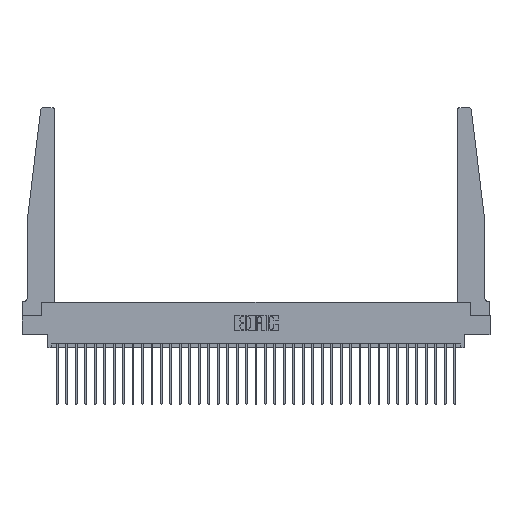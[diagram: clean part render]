
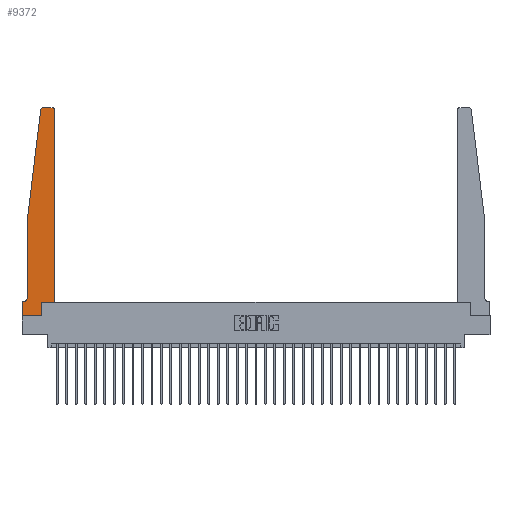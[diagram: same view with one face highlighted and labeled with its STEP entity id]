
A CAD part, top view. The second image highlights one B-rep face of the part: STEP entity #9372.
In plain terms, the highlighted planar face has unit normal (0, 0, 1).
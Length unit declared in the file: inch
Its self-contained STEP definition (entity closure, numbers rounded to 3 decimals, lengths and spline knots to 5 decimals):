
#379 = LINE ( 'NONE', #28461, #19840 ) ;
#385 = VECTOR ( 'NONE', #12474, 39.37008 ) ;
#914 = DIRECTION ( 'NONE',  ( -1., 0., 0. ) ) ;
#956 = VERTEX_POINT ( 'NONE', #23349 ) ;
#1240 = DIRECTION ( 'NONE',  ( -1., 0., 0. ) ) ;
#1627 = ORIENTED_EDGE ( 'NONE', *, *, #31664, .T. ) ;
#2729 = LINE ( 'NONE', #8841, #14681 ) ;
#2813 = CARTESIAN_POINT ( 'NONE',  ( 0., 0.1875, 0.37 ) ) ;
#3025 = DIRECTION ( 'NONE',  ( 1., 0., 0. ) ) ;
#3272 = ORIENTED_EDGE ( 'NONE', *, *, #3883, .T. ) ;
#3465 = DIRECTION ( 'NONE',  ( 0., 0., 1. ) ) ;
#3554 = CARTESIAN_POINT ( 'NONE',  ( 0.065, 1.25, 0.37 ) ) ;
#3883 = EDGE_CURVE ( 'NONE', #32499, #6570, #7875, .T. ) ;
#4391 = VERTEX_POINT ( 'NONE', #7727 ) ;
#4740 = AXIS2_PLACEMENT_3D ( 'NONE', #18666, #3465, #21214 ) ;
#4816 = VECTOR ( 'NONE', #23375, 39.37008 ) ;
#5091 = AXIS2_PLACEMENT_3D ( 'NONE', #23614, #8418, #26176 ) ;
#5325 = CARTESIAN_POINT ( 'NONE',  ( 0., 0., 0.37 ) ) ;
#5747 = CARTESIAN_POINT ( 'NONE',  ( 0.065, 0.2375, 0.37 ) ) ;
#5809 = DIRECTION ( 'NONE',  ( 0., 1., 0. ) ) ;
#6280 = DIRECTION ( 'NONE',  ( 0., 0., 1. ) ) ;
#6570 = VERTEX_POINT ( 'NONE', #26416 ) ;
#6774 = CARTESIAN_POINT ( 'NONE',  ( 0., 0., 0.37 ) ) ;
#7057 = CARTESIAN_POINT ( 'NONE',  ( 0.2605, 0., 0.37 ) ) ;
#7281 = EDGE_CURVE ( 'NONE', #6570, #4391, #20375, .T. ) ;
#7727 = CARTESIAN_POINT ( 'NONE',  ( 0.395, 2.75, 0.37 ) ) ;
#7843 = EDGE_CURVE ( 'NONE', #16245, #14214, #32266, .T. ) ;
#7875 = LINE ( 'NONE', #13501, #27358 ) ;
#7902 = AXIS2_PLACEMENT_3D ( 'NONE', #23773, #8594, #26337 ) ;
#8223 = ORIENTED_EDGE ( 'NONE', *, *, #7281, .T. ) ;
#8418 = DIRECTION ( 'NONE',  ( 0., 0., 1. ) ) ;
#8457 = VECTOR ( 'NONE', #914, 39.37008 ) ;
#8594 = DIRECTION ( 'NONE',  ( 0., 0., -1. ) ) ;
#8841 = CARTESIAN_POINT ( 'NONE',  ( 0.25, 2.75, 0.37 ) ) ;
#9273 = EDGE_CURVE ( 'NONE', #956, #32499, #379, .T. ) ;
#9349 = DIRECTION ( 'NONE',  ( 0., -1., 0. ) ) ;
#9372 = ADVANCED_FACE ( 'NONE', ( #10753 ), #28799, .T. ) ;
#9397 = CARTESIAN_POINT ( 'NONE',  ( 0.27653, 2.75, 0.37 ) ) ;
#10291 = ORIENTED_EDGE ( 'NONE', *, *, #29538, .T. ) ;
#10753 = FACE_OUTER_BOUND ( 'NONE', #30252, .T. ) ;
#10864 = VERTEX_POINT ( 'NONE', #7057 ) ;
#11072 = EDGE_CURVE ( 'NONE', #14214, #30948, #15215, .T. ) ;
#11774 = VERTEX_POINT ( 'NONE', #3554 ) ;
#11958 = ORIENTED_EDGE ( 'NONE', *, *, #23030, .T. ) ;
#12474 = DIRECTION ( 'NONE',  ( 0., 1., 0. ) ) ;
#12625 = EDGE_CURVE ( 'NONE', #11774, #16245, #31811, .T. ) ;
#13501 = CARTESIAN_POINT ( 'NONE',  ( 0.425, 0.18, 0.37 ) ) ;
#14010 = ORIENTED_EDGE ( 'NONE', *, *, #20554, .T. ) ;
#14214 = VERTEX_POINT ( 'NONE', #21720 ) ;
#14290 = AXIS2_PLACEMENT_3D ( 'NONE', #21457, #6280, #24042 ) ;
#14681 = VECTOR ( 'NONE', #1240, 39.37008 ) ;
#15003 = CARTESIAN_POINT ( 'NONE',  ( 0.2605, 0.18, 0.37 ) ) ;
#15215 = LINE ( 'NONE', #25804, #8457 ) ;
#16049 = CARTESIAN_POINT ( 'NONE',  ( 0.24675, 2.72367, 0.37 ) ) ;
#16163 = LINE ( 'NONE', #6774, #22098 ) ;
#16245 = VERTEX_POINT ( 'NONE', #5747 ) ;
#16257 = EDGE_CURVE ( 'NONE', #19817, #19620, #25241, .T. ) ;
#18184 = CARTESIAN_POINT ( 'NONE',  ( 0., 0., 0.37 ) ) ;
#18666 = CARTESIAN_POINT ( 'NONE',  ( 0., 0.1875, 0.37 ) ) ;
#19620 = VERTEX_POINT ( 'NONE', #16049 ) ;
#19817 = VERTEX_POINT ( 'NONE', #9397 ) ;
#19840 = VECTOR ( 'NONE', #3025, 39.37008 ) ;
#20104 = LINE ( 'NONE', #25323, #32809 ) ;
#20375 = CIRCLE ( 'NONE', #14290, 0.03 ) ;
#20554 = EDGE_CURVE ( 'NONE', #10864, #956, #21442, .T. ) ;
#20806 = CARTESIAN_POINT ( 'NONE',  ( 0.065, 1.25, 0.37 ) ) ;
#20872 = LINE ( 'NONE', #18184, #25274 ) ;
#21212 = ORIENTED_EDGE ( 'NONE', *, *, #9273, .T. ) ;
#21214 = DIRECTION ( 'NONE',  ( 1., 0., 0. ) ) ;
#21316 = ORIENTED_EDGE ( 'NONE', *, *, #7843, .T. ) ;
#21442 = LINE ( 'NONE', #15003, #385 ) ;
#21457 = CARTESIAN_POINT ( 'NONE',  ( 0.395, 2.72, 0.37 ) ) ;
#21598 = CARTESIAN_POINT ( 'NONE',  ( 0.425, 0.18, 0.37 ) ) ;
#21720 = CARTESIAN_POINT ( 'NONE',  ( 0.015, 0.1875, 0.37 ) ) ;
#22098 = VECTOR ( 'NONE', #9349, 39.37008 ) ;
#22166 = EDGE_CURVE ( 'NONE', #4391, #19817, #2729, .T. ) ;
#23030 = EDGE_CURVE ( 'NONE', #30948, #25971, #16163, .T. ) ;
#23349 = CARTESIAN_POINT ( 'NONE',  ( 0.2605, 0.18, 0.37 ) ) ;
#23375 = DIRECTION ( 'NONE',  ( 0., -1., 0. ) ) ;
#23614 = CARTESIAN_POINT ( 'NONE',  ( 0.27653, 2.72, 0.37 ) ) ;
#23773 = CARTESIAN_POINT ( 'NONE',  ( 0.015, 0.2375, 0.37 ) ) ;
#24042 = DIRECTION ( 'NONE',  ( 1., 0., 0. ) ) ;
#24651 = ORIENTED_EDGE ( 'NONE', *, *, #16257, .T. ) ;
#25241 = CIRCLE ( 'NONE', #5091, 0.03 ) ;
#25274 = VECTOR ( 'NONE', #30857, 39.37008 ) ;
#25323 = CARTESIAN_POINT ( 'NONE',  ( 0.065, 1.25, 0.37 ) ) ;
#25804 = CARTESIAN_POINT ( 'NONE',  ( 0.065, 0.1875, 0.37 ) ) ;
#25971 = VERTEX_POINT ( 'NONE', #5325 ) ;
#26176 = DIRECTION ( 'NONE',  ( 1., 0., 0. ) ) ;
#26337 = DIRECTION ( 'NONE',  ( -1., 0., 0. ) ) ;
#26416 = CARTESIAN_POINT ( 'NONE',  ( 0.425, 2.72, 0.37 ) ) ;
#27358 = VECTOR ( 'NONE', #5809, 39.37008 ) ;
#28381 = ORIENTED_EDGE ( 'NONE', *, *, #11072, .T. ) ;
#28461 = CARTESIAN_POINT ( 'NONE',  ( 0.425, 0.18, 0.37 ) ) ;
#28799 = PLANE ( 'NONE',  #4740 ) ;
#29538 = EDGE_CURVE ( 'NONE', #19620, #11774, #20104, .T. ) ;
#30252 = EDGE_LOOP ( 'NONE', ( #31264, #24651, #10291, #32759, #21316, #28381, #11958, #1627, #14010, #21212, #3272, #8223 ) ) ;
#30857 = DIRECTION ( 'NONE',  ( 1., 0., 0. ) ) ;
#30948 = VERTEX_POINT ( 'NONE', #2813 ) ;
#31264 = ORIENTED_EDGE ( 'NONE', *, *, #22166, .T. ) ;
#31664 = EDGE_CURVE ( 'NONE', #25971, #10864, #20872, .T. ) ;
#31811 = LINE ( 'NONE', #20806, #4816 ) ;
#32266 = CIRCLE ( 'NONE', #7902, 0.05 ) ;
#32499 = VERTEX_POINT ( 'NONE', #21598 ) ;
#32759 = ORIENTED_EDGE ( 'NONE', *, *, #12625, .T. ) ;
#32809 = VECTOR ( 'NONE', #32834, 39.37008 ) ;
#32834 = DIRECTION ( 'NONE',  ( -0.122, -0.992, 0. ) ) ;
